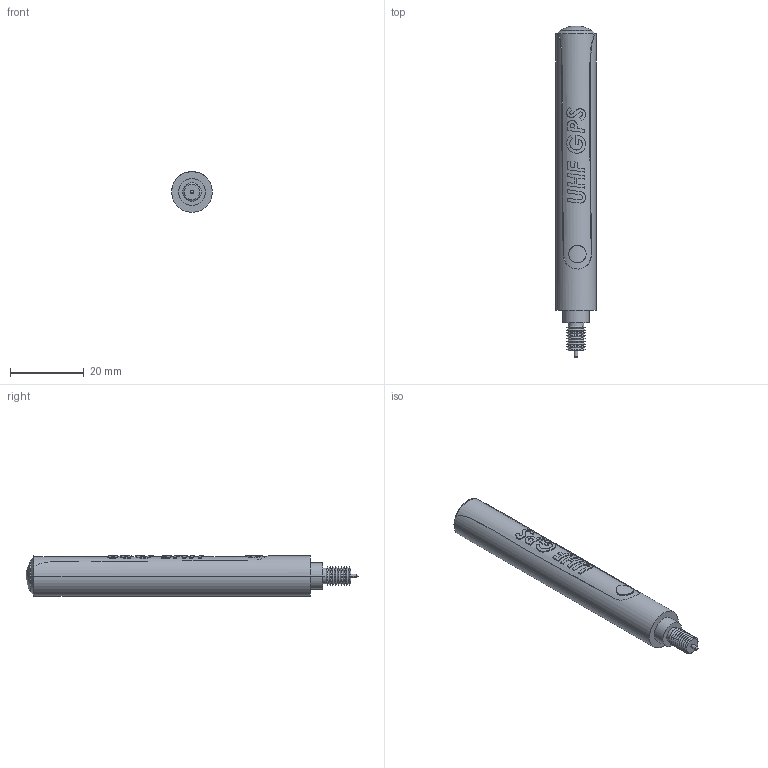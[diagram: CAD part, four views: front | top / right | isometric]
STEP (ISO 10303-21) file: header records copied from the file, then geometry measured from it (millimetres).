
FILE_DESCRIPTION (( 'STEP AP214' ), '1' );
FILE_NAME ('FMANRBD1018_3D.step', '2023-03-06T14:46:25', ( '' ), ( '' ), 'SwSTEP 2.0', 'SolidWorks 2022', '' );
FILE_SCHEMA (( 'AUTOMOTIVE_DESIGN' ));
Length unit declared in the file: inch
Products named in the file (1): FMANRBD1018_3D
Bounding box: 11 x 89.92 x 11 mm (x, y, z)
Volume: 7363.2 mm3; surface area: 3066.2 mm2
Topology: 1 solids, 1 shells, 146 faces, 355 edges, 222 vertices
Faces by surface type: plane 43, bspline 40, cone 38, cylinder 19, sphere 4, torus 2
Entity records: 8780 total; most frequent: CARTESIAN_POINT 5700, ORIENTED_EDGE 710, DIRECTION 502, EDGE_CURVE 355, VERTEX_POINT 222, AXIS2_PLACEMENT_3D 172, LINE 158, VECTOR 158
